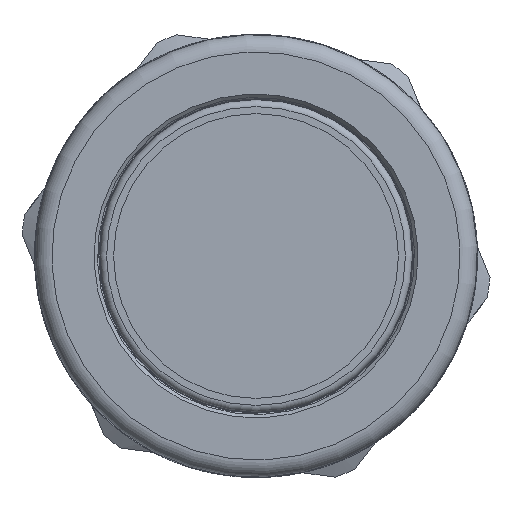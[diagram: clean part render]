
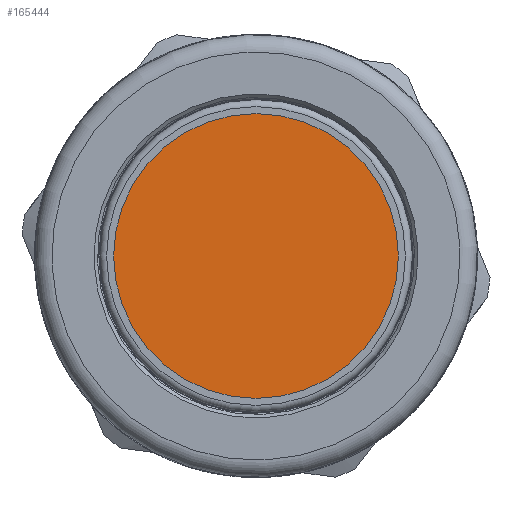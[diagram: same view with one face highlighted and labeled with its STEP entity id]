
A CAD part, left-side view. The second image highlights one B-rep face of the part: STEP entity #165444.
In plain terms, the highlighted planar face has unit normal (-1, 0, 0).
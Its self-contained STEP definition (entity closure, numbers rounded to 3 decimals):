
#165413=CARTESIAN_POINT('',(-2.3,8.196,0.0));
#165414=VERTEX_POINT('',#165413);
#165415=CARTESIAN_POINT('',(-2.3,0.,0.0));
#165416=DIRECTION('',(1.0,0.0,0.0));
#165417=DIRECTION('',(0.0,1.0,0.0));
#165418=AXIS2_PLACEMENT_3D('',#165415,#165416,#165417);
#165419=CIRCLE('',#165418,8.196);
#165420=EDGE_CURVE('',#165414,#165414,#165419,.T.);
#165436=CARTESIAN_POINT('',(-2.3,4.098,0.0));
#165437=DIRECTION('',(-1.0,0.0,0.0));
#165438=DIRECTION('',(0.0,0.0,1.0));
#165439=AXIS2_PLACEMENT_3D('',#165436,#165437,#165438);
#165440=PLANE('',#165439);
#165441=ORIENTED_EDGE('',*,*,#165420,.F.);
#165442=EDGE_LOOP('',(#165441));
#165443=FACE_OUTER_BOUND('',#165442,.T.);
#165444=ADVANCED_FACE('',(#165443),#165440,.T.);
